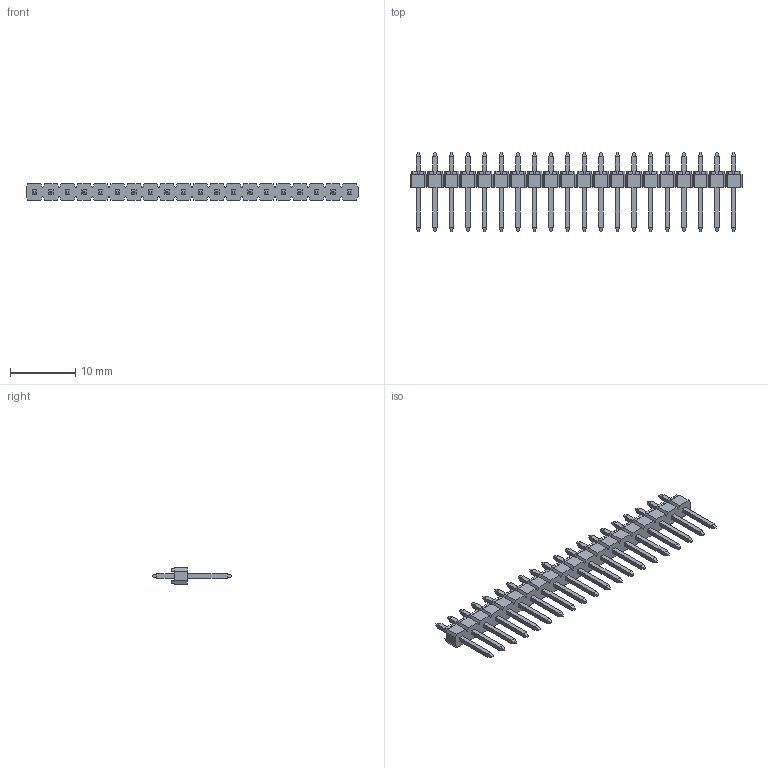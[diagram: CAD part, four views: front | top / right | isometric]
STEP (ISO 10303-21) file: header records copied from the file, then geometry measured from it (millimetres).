
FILE_DESCRIPTION((''),'2;1');
FILE_NAME('901200780','2014-01-20T',('me'),(''),'PRO/ENGINEER BY PARAMETRIC TECHNOLOGY CORPORATION, 2011490','PRO/ENGINEER BY PARAMETRIC TECHNOLOGY CORPORATION, 2011490','');
FILE_SCHEMA(('CONFIG_CONTROL_DESIGN'));
Length unit declared in the file: millimetre
Products named in the file (1): 901200780
Bounding box: 50.8 x 12.12 x 2.5 mm (x, y, z)
Volume: 333 mm3; surface area: 1088.9 mm2
Topology: 1 solids, 1 shells, 922 faces, 2280 edges, 1480 vertices
Faces by surface type: plane 922
Entity records: 26531 total; most frequent: CARTESIAN_POINT 4643, ORIENTED_EDGE 4480, DIRECTION 4166, VECTOR 2240, LINE 2240, EDGE_CURVE 2240, VERTEX_POINT 1440, EDGE_LOOP 1042
